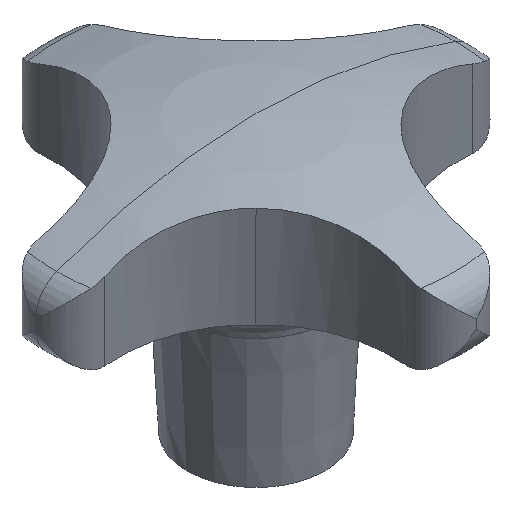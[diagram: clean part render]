
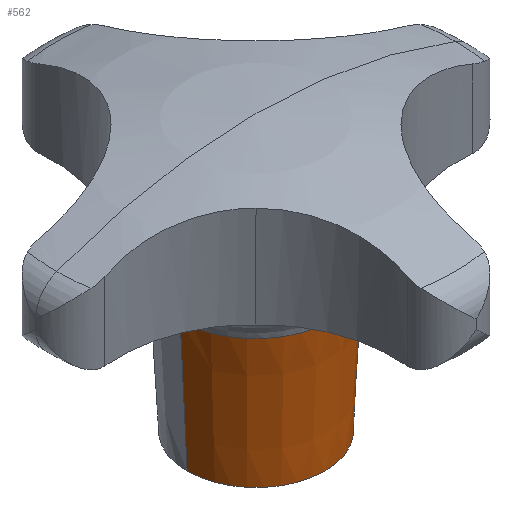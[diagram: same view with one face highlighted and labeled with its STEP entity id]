
A CAD part, isometric view. The second image highlights one B-rep face of the part: STEP entity #562.
In plain terms, the highlighted conical face has half-angle 3 degrees and reference radius 13.137 mm.
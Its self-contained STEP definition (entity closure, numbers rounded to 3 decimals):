
#364=EDGE_CURVE('',#534,#426,#863,.T.);
#410=EDGE_CURVE('',#522,#534,#916,.T.);
#426=VERTEX_POINT('',#933);
#432=EDGE_CURVE('',#426,#600,#939,.T.);
#522=VERTEX_POINT('',#1032);
#534=VERTEX_POINT('',#1044);
#562=ADVANCED_FACE('',(#1077),#1078,.T.);
#600=VERTEX_POINT('',#1117);
#692=EDGE_CURVE('',#522,#600,#1220,.T.);
#863=CIRCLE('',#1559,12.5);
#916=LINE('',#1655,#1656);
#933=CARTESIAN_POINT('',(-12.5,0.,0.));
#939=LINE('',#1696,#1697);
#1032=CARTESIAN_POINT('',(13.774,0.,24.314));
#1044=CARTESIAN_POINT('',(12.5,0.,0.));
#1077=FACE_OUTER_BOUND('',#2078,.T.);
#1078=CONICAL_SURFACE('',#2079,13.137,0.052);
#1117=CARTESIAN_POINT('',(-13.774,0.,24.314));
#1220=CIRCLE('',#2492,13.774);
#1559=AXIS2_PLACEMENT_3D('',#2675,#2676,#2677);
#1655=CARTESIAN_POINT('',(13.137,0.,12.157));
#1656=VECTOR('',#2772,1.0);
#1696=CARTESIAN_POINT('',(-13.137,0.,12.157));
#1697=VECTOR('',#2790,1.0);
#2078=EDGE_LOOP('',(#2926,#2927,#2928,#2929));
#2079=AXIS2_PLACEMENT_3D('',#2930,#2931,#2932);
#2492=AXIS2_PLACEMENT_3D('',#3084,#3085,#3086);
#2675=CARTESIAN_POINT('',(0.,0.,0.));
#2676=DIRECTION('',(0.0,0.0,-1.0));
#2677=DIRECTION('',(1.0,0.,0.0));
#2772=DIRECTION('',(-0.052,0.,-0.999));
#2790=DIRECTION('',(-0.052,0.,0.999));
#2926=ORIENTED_EDGE('',*,*,#410,.F.);
#2927=ORIENTED_EDGE('',*,*,#692,.T.);
#2928=ORIENTED_EDGE('',*,*,#432,.F.);
#2929=ORIENTED_EDGE('',*,*,#364,.F.);
#2930=CARTESIAN_POINT('',(0.,0.,12.157));
#2931=DIRECTION('',(-0.0,-0.0,1.0));
#2932=DIRECTION('',(1.0,0.,0.0));
#3084=CARTESIAN_POINT('',(0.,0.,24.314));
#3085=DIRECTION('',(0.0,0.0,-1.0));
#3086=DIRECTION('',(1.0,0.,0.0));
